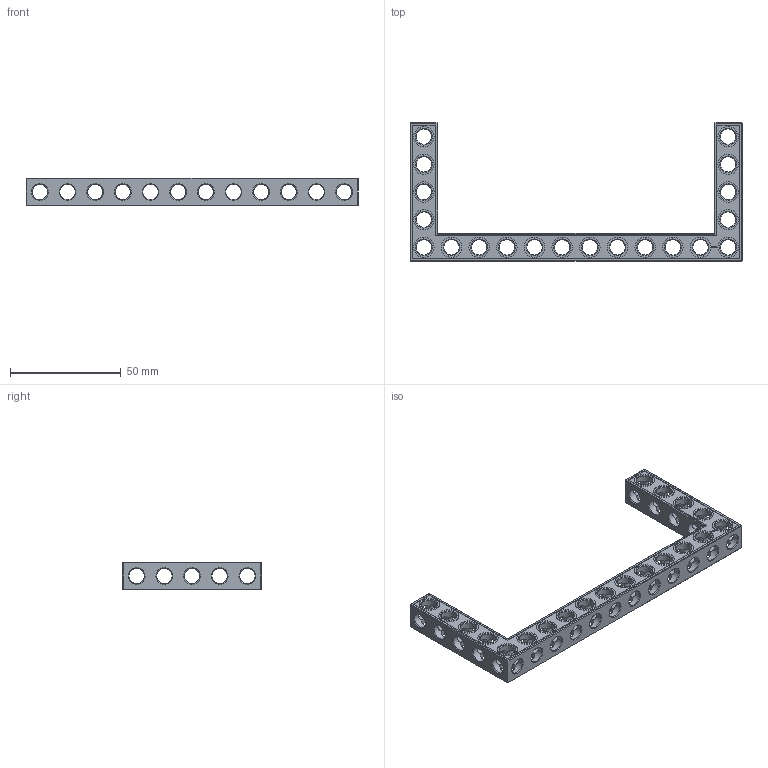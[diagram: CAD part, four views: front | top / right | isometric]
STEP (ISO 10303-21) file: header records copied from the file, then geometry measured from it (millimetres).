
FILE_DESCRIPTION(('FreeCAD Model'),'2;1');
FILE_NAME('Open CASCADE Shape Model','2022-02-26T15:48:00',('Author'),( ''),'Open CASCADE STEP processor 7.5','FreeCAD','Unknown');
FILE_SCHEMA(('AUTOMOTIVE_DESIGN { 1 0 10303 214 1 1 1 1 }'));
Products named in the file (1): Beam AGD ESS USH SYM BU12x05x01 - SPN-BEM-0483 (stemfie.org)
Bounding box: 150 x 62.5 x 12.5 mm (x, y, z)
Volume: 19535.7 mm3; surface area: 17550.2 mm2
Topology: 1 solids, 1 shells, 775 faces, 2287 edges, 1489 vertices
Faces by surface type: plane 402, extrusion 170, cylinder 121, cone 82
Full cylindrical faces by diameter (mm): 6.98 x12, 7 x89, 9.2 x20
Entity records: 100746 total; most frequent: CARTESIAN_POINT 57661, DIRECTION 6997, VECTOR 4745, LINE 4575, ORIENTED_EDGE 4574, PCURVE 4574, DEFINITIONAL_REPRESENTATION 4574, EDGE_CURVE 2287
